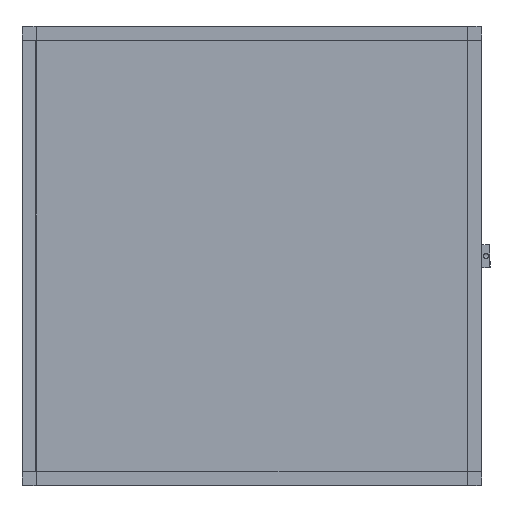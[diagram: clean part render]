
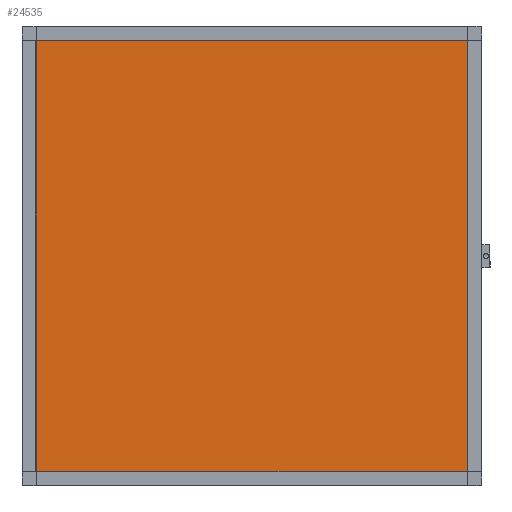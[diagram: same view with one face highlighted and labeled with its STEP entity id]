
A CAD part, front view. The second image highlights one B-rep face of the part: STEP entity #24535.
In plain terms, the highlighted planar face has unit normal (0, -1, 0).
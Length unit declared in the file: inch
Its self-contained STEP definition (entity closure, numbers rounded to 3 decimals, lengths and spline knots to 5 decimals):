
#96 = VERTEX_POINT ( 'NONE', #14052 ) ;
#780 = EDGE_CURVE ( 'NONE', #12685, #96, #22160, .T. ) ;
#1051 = EDGE_LOOP ( 'NONE', ( #7191, #10006, #7469, #18904 ) ) ;
#3320 = DIRECTION ( 'NONE',  ( 0., 0., -1. ) ) ;
#5325 = DIRECTION ( 'NONE',  ( 0., 0., 1. ) ) ;
#5469 = CARTESIAN_POINT ( 'NONE',  ( 14.245, 0., -0.095 ) ) ;
#5499 = CARTESIAN_POINT ( 'NONE',  ( 0., 0., -14.34 ) ) ;
#5712 = EDGE_CURVE ( 'NONE', #96, #7898, #12127, .T. ) ;
#6301 = EDGE_CURVE ( 'NONE', #18753, #12685, #6445, .T. ) ;
#6445 = LINE ( 'NONE', #8170, #22658 ) ;
#7191 = ORIENTED_EDGE ( 'NONE', *, *, #5712, .T. ) ;
#7469 = ORIENTED_EDGE ( 'NONE', *, *, #6301, .T. ) ;
#7894 = VECTOR ( 'NONE', #5325, 39.37008 ) ;
#7898 = VERTEX_POINT ( 'NONE', #10074 ) ;
#8170 = CARTESIAN_POINT ( 'NONE',  ( 0.095, 0., -0.095 ) ) ;
#9844 = DIRECTION ( 'NONE',  ( 0., -1., 0. ) ) ;
#9987 = FACE_OUTER_BOUND ( 'NONE', #1051, .T. ) ;
#10006 = ORIENTED_EDGE ( 'NONE', *, *, #16769, .T. ) ;
#10011 = CARTESIAN_POINT ( 'NONE',  ( 0.095, 0., -0.095 ) ) ;
#10074 = CARTESIAN_POINT ( 'NONE',  ( 14.245, 0., -0.095 ) ) ;
#10492 = CARTESIAN_POINT ( 'NONE',  ( 0.095, 0., -14.245 ) ) ;
#12127 = LINE ( 'NONE', #18898, #7894 ) ;
#12685 = VERTEX_POINT ( 'NONE', #10492 ) ;
#14052 = CARTESIAN_POINT ( 'NONE',  ( 14.245, 0., -14.245 ) ) ;
#15954 = DIRECTION ( 'NONE',  ( 1., 0., 0. ) ) ;
#16769 = EDGE_CURVE ( 'NONE', #7898, #18753, #27800, .T. ) ;
#16906 = VECTOR ( 'NONE', #15954, 39.37008 ) ;
#18753 = VERTEX_POINT ( 'NONE', #10011 ) ;
#18898 = CARTESIAN_POINT ( 'NONE',  ( 14.245, 0., -14.245 ) ) ;
#18904 = ORIENTED_EDGE ( 'NONE', *, *, #780, .T. ) ;
#22160 = LINE ( 'NONE', #26603, #16906 ) ;
#22658 = VECTOR ( 'NONE', #23890, 39.37008 ) ;
#23890 = DIRECTION ( 'NONE',  ( 0., 0., -1. ) ) ;
#24238 = AXIS2_PLACEMENT_3D ( 'NONE', #5499, #9844, #3320 ) ;
#24535 = ADVANCED_FACE ( 'NONE', ( #9987 ), #25383, .T. ) ;
#25383 = PLANE ( 'NONE',  #24238 ) ;
#25490 = DIRECTION ( 'NONE',  ( -1., 0., 0. ) ) ;
#26403 = VECTOR ( 'NONE', #25490, 39.37008 ) ;
#26603 = CARTESIAN_POINT ( 'NONE',  ( 0.095, 0., -14.245 ) ) ;
#27800 = LINE ( 'NONE', #5469, #26403 ) ;
